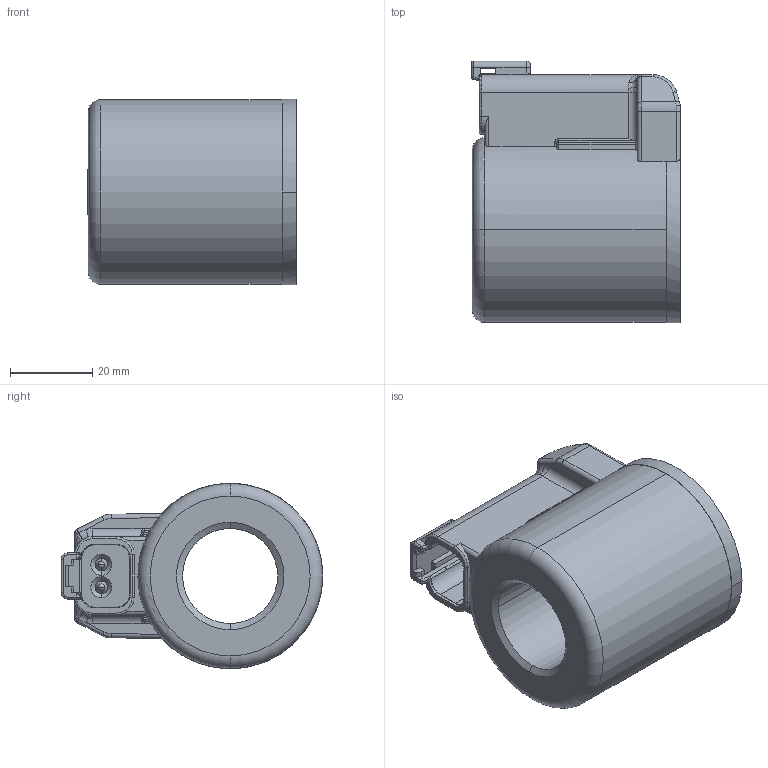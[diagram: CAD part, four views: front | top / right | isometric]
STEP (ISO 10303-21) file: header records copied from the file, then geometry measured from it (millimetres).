
FILE_DESCRIPTION (( 'STEP AP214' ), '1' );
FILE_NAME ('Magnetspule_45_Deutsch-Stecker.STEP', '2016-07-12T12:41:55', ( '' ), ( '' ), 'SwSTEP 2.0', 'SolidWorks 2014', '' );
FILE_SCHEMA (( 'AUTOMOTIVE_DESIGN' ));
Length unit declared in the file: millimetre
Products named in the file (1): Magnetspule_45_Deutsch-Stecker
Bounding box: 50.7 x 63.5 x 44.99 mm (x, y, z)
Volume: 71591 mm3; surface area: 16505.8 mm2
Topology: 1 solids, 1 shells, 219 faces, 546 edges, 320 vertices
Faces by surface type: cylinder 78, plane 61, bspline 60, cone 10, torus 8, sphere 2
Entity records: 11079 total; most frequent: CARTESIAN_POINT 5938, ORIENTED_EDGE 1068, DIRECTION 842, EDGE_CURVE 534, VERTEX_POINT 318, AXIS2_PLACEMENT_3D 306, LINE 230, VECTOR 230
